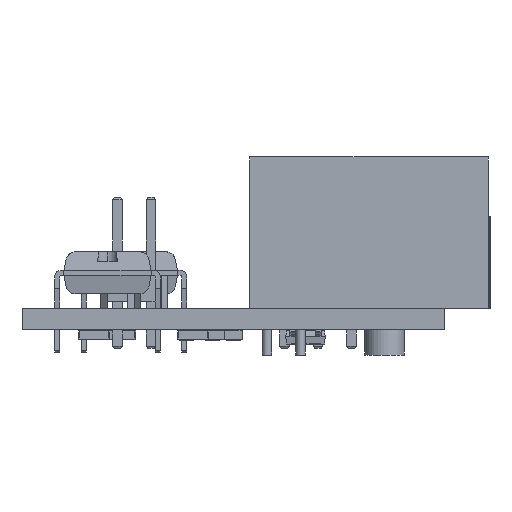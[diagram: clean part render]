
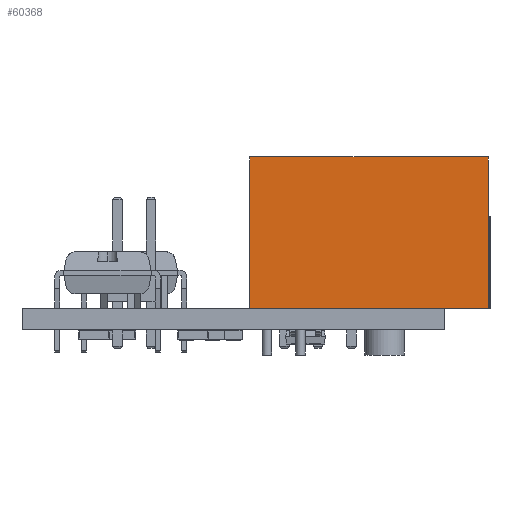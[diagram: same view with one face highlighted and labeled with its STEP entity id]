
A CAD part, left-side view. The second image highlights one B-rep face of the part: STEP entity #60368.
In plain terms, the highlighted planar face has unit normal (-1, 0, 0).
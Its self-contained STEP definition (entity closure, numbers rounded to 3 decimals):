
#60263 = PLANE('',#60264);
#60264 = AXIS2_PLACEMENT_3D('',#60265,#60266,#60267);
#60265 = CARTESIAN_POINT('',(5.6,9.038,0.));
#60266 = DIRECTION('',(0.,-1.,0.));
#60267 = DIRECTION('',(-1.,0.,0.));
#60288 = VERTEX_POINT('',#60289);
#60289 = CARTESIAN_POINT('',(-5.6,9.038,11.5));
#60303 = PLANE('',#60304);
#60304 = AXIS2_PLACEMENT_3D('',#60305,#60306,#60307);
#60305 = CARTESIAN_POINT('',(5.6,9.038,11.5));
#60306 = DIRECTION('',(0.,0.,-1.));
#60307 = DIRECTION('',(-1.,0.,0.));
#60315 = EDGE_CURVE('',#60316,#60288,#60318,.T.);
#60316 = VERTEX_POINT('',#60317);
#60317 = CARTESIAN_POINT('',(-5.6,9.038,0.));
#60318 = SURFACE_CURVE('',#60319,(#60323,#60330),.PCURVE_S1.);
#60319 = LINE('',#60320,#60321);
#60320 = CARTESIAN_POINT('',(-5.6,9.038,0.));
#60321 = VECTOR('',#60322,1.);
#60322 = DIRECTION('',(0.,0.,1.));
#60323 = PCURVE('',#60263,#60324);
#60324 = DEFINITIONAL_REPRESENTATION('',(#60325),#60329);
#60325 = LINE('',#60326,#60327);
#60326 = CARTESIAN_POINT('',(11.2,0.));
#60327 = VECTOR('',#60328,1.);
#60328 = DIRECTION('',(0.,-1.));
#60329 = ( GEOMETRIC_REPRESENTATION_CONTEXT(2) 
PARAMETRIC_REPRESENTATION_CONTEXT() REPRESENTATION_CONTEXT('2D SPACE',''
  ) );
#60330 = PCURVE('',#60331,#60336);
#60331 = PLANE('',#60332);
#60332 = AXIS2_PLACEMENT_3D('',#60333,#60334,#60335);
#60333 = CARTESIAN_POINT('',(-5.6,9.038,0.));
#60334 = DIRECTION('',(1.,0.,0.));
#60335 = DIRECTION('',(0.,-1.,0.));
#60336 = DEFINITIONAL_REPRESENTATION('',(#60337),#60341);
#60337 = LINE('',#60338,#60339);
#60338 = CARTESIAN_POINT('',(0.,0.));
#60339 = VECTOR('',#60340,1.);
#60340 = DIRECTION('',(0.,-1.));
#60341 = ( GEOMETRIC_REPRESENTATION_CONTEXT(2) 
PARAMETRIC_REPRESENTATION_CONTEXT() REPRESENTATION_CONTEXT('2D SPACE',''
  ) );
#60357 = PLANE('',#60358);
#60358 = AXIS2_PLACEMENT_3D('',#60359,#60360,#60361);
#60359 = CARTESIAN_POINT('',(5.6,9.038,0.));
#60360 = DIRECTION('',(0.,0.,-1.));
#60361 = DIRECTION('',(-1.,0.,0.));
#60368 = ADVANCED_FACE('',(#60369),#60331,.F.);
#60369 = FACE_BOUND('',#60370,.F.);
#60370 = EDGE_LOOP('',(#60371,#60372,#60395,#60423));
#60371 = ORIENTED_EDGE('',*,*,#60315,.T.);
#60372 = ORIENTED_EDGE('',*,*,#60373,.T.);
#60373 = EDGE_CURVE('',#60288,#60374,#60376,.T.);
#60374 = VERTEX_POINT('',#60375);
#60375 = CARTESIAN_POINT('',(-5.6,-9.037,11.5));
#60376 = SURFACE_CURVE('',#60377,(#60381,#60388),.PCURVE_S1.);
#60377 = LINE('',#60378,#60379);
#60378 = CARTESIAN_POINT('',(-5.6,9.038,11.5));
#60379 = VECTOR('',#60380,1.);
#60380 = DIRECTION('',(0.,-1.,0.));
#60381 = PCURVE('',#60331,#60382);
#60382 = DEFINITIONAL_REPRESENTATION('',(#60383),#60387);
#60383 = LINE('',#60384,#60385);
#60384 = CARTESIAN_POINT('',(0.,-11.5));
#60385 = VECTOR('',#60386,1.);
#60386 = DIRECTION('',(1.,0.));
#60387 = ( GEOMETRIC_REPRESENTATION_CONTEXT(2) 
PARAMETRIC_REPRESENTATION_CONTEXT() REPRESENTATION_CONTEXT('2D SPACE',''
  ) );
#60388 = PCURVE('',#60303,#60389);
#60389 = DEFINITIONAL_REPRESENTATION('',(#60390),#60394);
#60390 = LINE('',#60391,#60392);
#60391 = CARTESIAN_POINT('',(11.2,0.));
#60392 = VECTOR('',#60393,1.);
#60393 = DIRECTION('',(0.,-1.));
#60394 = ( GEOMETRIC_REPRESENTATION_CONTEXT(2) 
PARAMETRIC_REPRESENTATION_CONTEXT() REPRESENTATION_CONTEXT('2D SPACE',''
  ) );
#60395 = ORIENTED_EDGE('',*,*,#60396,.F.);
#60396 = EDGE_CURVE('',#60397,#60374,#60399,.T.);
#60397 = VERTEX_POINT('',#60398);
#60398 = CARTESIAN_POINT('',(-5.6,-9.037,0.));
#60399 = SURFACE_CURVE('',#60400,(#60404,#60411),.PCURVE_S1.);
#60400 = LINE('',#60401,#60402);
#60401 = CARTESIAN_POINT('',(-5.6,-9.037,0.));
#60402 = VECTOR('',#60403,1.);
#60403 = DIRECTION('',(0.,0.,1.));
#60404 = PCURVE('',#60331,#60405);
#60405 = DEFINITIONAL_REPRESENTATION('',(#60406),#60410);
#60406 = LINE('',#60407,#60408);
#60407 = CARTESIAN_POINT('',(18.075,0.));
#60408 = VECTOR('',#60409,1.);
#60409 = DIRECTION('',(0.,-1.));
#60410 = ( GEOMETRIC_REPRESENTATION_CONTEXT(2) 
PARAMETRIC_REPRESENTATION_CONTEXT() REPRESENTATION_CONTEXT('2D SPACE',''
  ) );
#60411 = PCURVE('',#60412,#60417);
#60412 = PLANE('',#60413);
#60413 = AXIS2_PLACEMENT_3D('',#60414,#60415,#60416);
#60414 = CARTESIAN_POINT('',(-5.6,-9.037,0.));
#60415 = DIRECTION('',(0.,1.,0.));
#60416 = DIRECTION('',(1.,0.,0.));
#60417 = DEFINITIONAL_REPRESENTATION('',(#60418),#60422);
#60418 = LINE('',#60419,#60420);
#60419 = CARTESIAN_POINT('',(0.,0.));
#60420 = VECTOR('',#60421,1.);
#60421 = DIRECTION('',(0.,-1.));
#60422 = ( GEOMETRIC_REPRESENTATION_CONTEXT(2) 
PARAMETRIC_REPRESENTATION_CONTEXT() REPRESENTATION_CONTEXT('2D SPACE',''
  ) );
#60423 = ORIENTED_EDGE('',*,*,#60424,.F.);
#60424 = EDGE_CURVE('',#60316,#60397,#60425,.T.);
#60425 = SURFACE_CURVE('',#60426,(#60430,#60437),.PCURVE_S1.);
#60426 = LINE('',#60427,#60428);
#60427 = CARTESIAN_POINT('',(-5.6,9.038,0.));
#60428 = VECTOR('',#60429,1.);
#60429 = DIRECTION('',(0.,-1.,0.));
#60430 = PCURVE('',#60331,#60431);
#60431 = DEFINITIONAL_REPRESENTATION('',(#60432),#60436);
#60432 = LINE('',#60433,#60434);
#60433 = CARTESIAN_POINT('',(0.,0.));
#60434 = VECTOR('',#60435,1.);
#60435 = DIRECTION('',(1.,0.));
#60436 = ( GEOMETRIC_REPRESENTATION_CONTEXT(2) 
PARAMETRIC_REPRESENTATION_CONTEXT() REPRESENTATION_CONTEXT('2D SPACE',''
  ) );
#60437 = PCURVE('',#60357,#60438);
#60438 = DEFINITIONAL_REPRESENTATION('',(#60439),#60443);
#60439 = LINE('',#60440,#60441);
#60440 = CARTESIAN_POINT('',(11.2,0.));
#60441 = VECTOR('',#60442,1.);
#60442 = DIRECTION('',(0.,-1.));
#60443 = ( GEOMETRIC_REPRESENTATION_CONTEXT(2) 
PARAMETRIC_REPRESENTATION_CONTEXT() REPRESENTATION_CONTEXT('2D SPACE',''
  ) );
